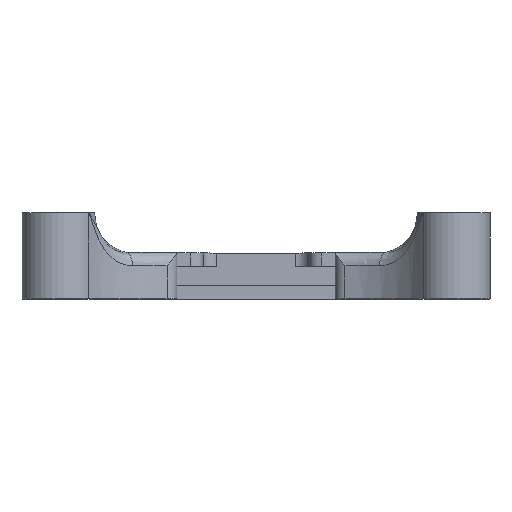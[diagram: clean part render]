
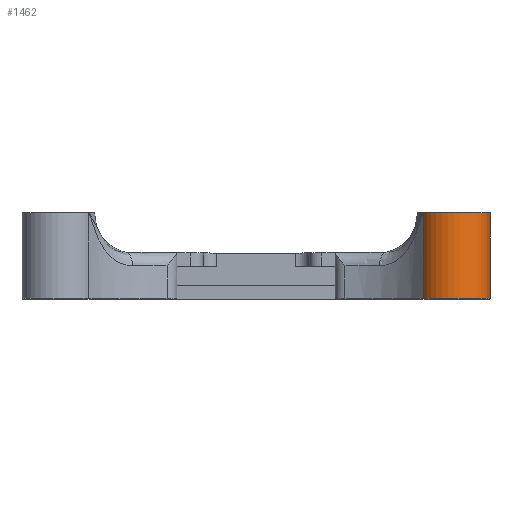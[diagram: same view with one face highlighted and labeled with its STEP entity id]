
A CAD part, top view. The second image highlights one B-rep face of the part: STEP entity #1462.
In plain terms, the highlighted cylindrical face has radius 2.75 mm (diameter 5.5 mm), a partial arc.
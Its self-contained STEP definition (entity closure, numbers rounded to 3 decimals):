
#55=LINE('',#2298,#164);
#60=LINE('',#2584,#169);
#164=VECTOR('',#1737,10.);
#169=VECTOR('',#1792,10.);
#280=CYLINDRICAL_SURFACE('',#1589,2.75);
#341=FACE_OUTER_BOUND('',#429,.T.);
#429=EDGE_LOOP('',(#1067,#1068,#1069,#1070));
#552=CIRCLE('',#1590,2.75);
#553=CIRCLE('',#1591,2.75);
#620=VERTEX_POINT('',#2242);
#626=VERTEX_POINT('',#2296);
#627=VERTEX_POINT('',#2300);
#644=VERTEX_POINT('',#2583);
#769=EDGE_CURVE('',#620,#626,#55,.T.);
#797=EDGE_CURVE('',#644,#627,#60,.T.);
#812=EDGE_CURVE('',#627,#620,#552,.T.);
#813=EDGE_CURVE('',#644,#626,#553,.T.);
#1067=ORIENTED_EDGE('',*,*,#797,.T.);
#1068=ORIENTED_EDGE('',*,*,#812,.T.);
#1069=ORIENTED_EDGE('',*,*,#769,.T.);
#1070=ORIENTED_EDGE('',*,*,#813,.F.);
#1462=ADVANCED_FACE('',(#341),#280,.T.);
#1589=AXIS2_PLACEMENT_3D('',#2612,#1827,#1828);
#1590=AXIS2_PLACEMENT_3D('',#2613,#1829,#1830);
#1591=AXIS2_PLACEMENT_3D('',#2614,#1831,#1832);
#1737=DIRECTION('',(0.,-1.,0.));
#1792=DIRECTION('',(0.,1.,0.));
#1827=DIRECTION('center_axis',(0.,-1.,0.));
#1828=DIRECTION('ref_axis',(1.,0.,0.));
#1829=DIRECTION('center_axis',(0.,-1.,0.));
#1830=DIRECTION('ref_axis',(1.,0.,0.));
#1831=DIRECTION('center_axis',(0.,-1.,0.));
#1832=DIRECTION('ref_axis',(1.,0.,0.));
#2242=CARTESIAN_POINT('',(12.68,6.5,16.476));
#2296=CARTESIAN_POINT('',(12.68,0.,16.476));
#2298=CARTESIAN_POINT('',(12.68,0.,16.476));
#2300=CARTESIAN_POINT('',(16.941,6.5,13.052));
#2583=CARTESIAN_POINT('',(16.941,0.,13.052));
#2584=CARTESIAN_POINT('',(16.941,3.5,13.052));
#2612=CARTESIAN_POINT('Origin',(15.,3.5,15.));
#2613=CARTESIAN_POINT('Origin',(15.,6.5,15.));
#2614=CARTESIAN_POINT('Origin',(15.,0.,15.));
